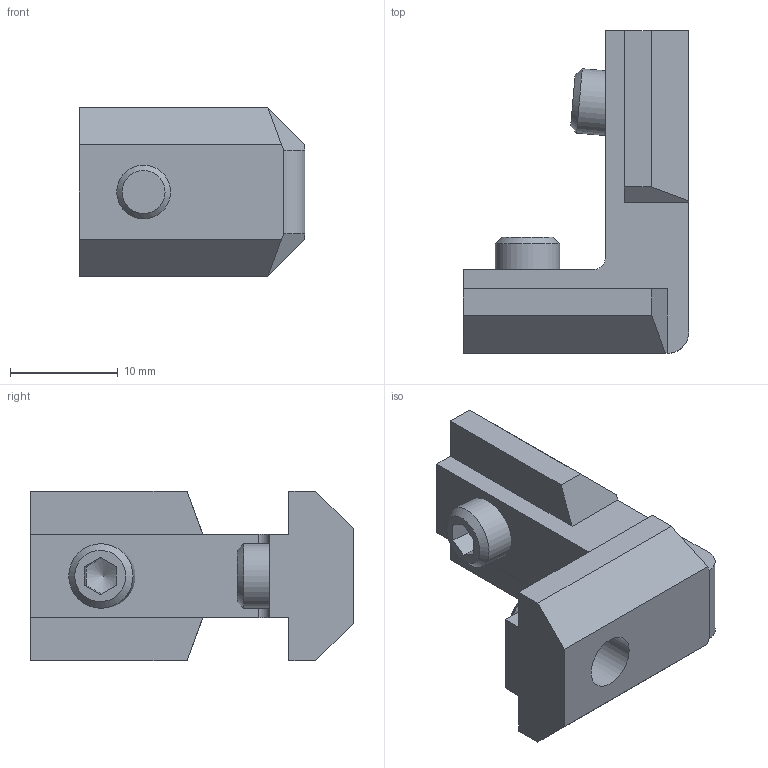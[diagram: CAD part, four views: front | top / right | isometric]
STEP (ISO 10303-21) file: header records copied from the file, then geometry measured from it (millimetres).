
FILE_DESCRIPTION(('STEP AP203'),'1');
FILE_NAME('FIXE08B1211.stp','2023-10-17T08:31:24',(' '),(' '),'Spatial InterOp 3D',' ',' ');
FILE_SCHEMA(('CONFIG_CONTROL_DESIGN'));
Length unit declared in the file: millimetre
Products named in the file (3): Equerre interne 8 30 renforcé Zn- 2 vis externes; Vis HC - M6 × 6; corps St
Assembly tree (3 placements, depth 2):
  Equerre interne 8 30 renforcé Zn- 2 vis externes
    Vis HC - M6 × 6  x2
    corps St
Bounding box: 21 x 30 x 15.8 mm (x, y, z)
Volume: 3801.7 mm3; surface area: 2492.4 mm2
Topology: 3 solids, 3 shells, 52 faces, 131 edges, 85 vertices
Faces by surface type: plane 40, cone 6, cylinder 6
Full cylindrical faces by diameter (mm): 5 x2, 6 x2
Entity records: 1740 total; most frequent: CARTESIAN_POINT 245, ORIENTED_EDGE 192, DIRECTION 190, EDGE_CURVE 96, LINE 78, VECTOR 78, VERTEX_POINT 67, PROPERTY_DEFINITION_REPRESENTATION 64
